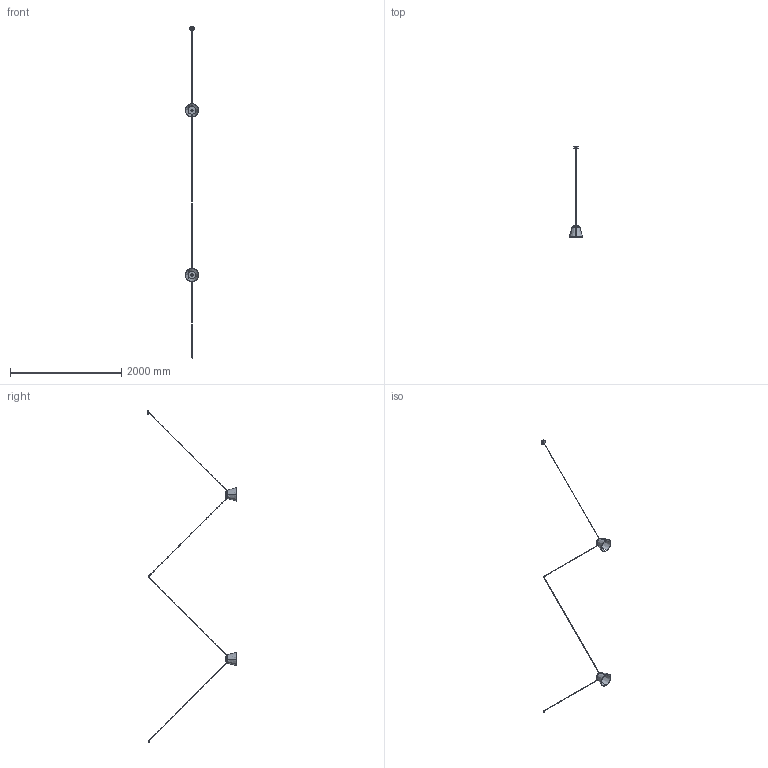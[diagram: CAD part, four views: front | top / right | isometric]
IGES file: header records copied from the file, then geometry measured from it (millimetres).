
Start section: SolidWorks IGES file using analytic representation for surfaces
Global section: file name: 00-7395.IGS; native system: SolidWorks 2018; preprocessor: SolidWorks 2018; author: dromero; date: 181023.112717; units: millimetre
Bounding box: 240.16 x 1612.23 x 5973.28 mm (x, y, z)
Surface area: 791283.9 mm2 (no closed solid volume)
Topology: 0 solids, 0 shells, 614 faces, 9863 edges, 9855 vertices
Faces by surface type: bspline 361, revolution 253
